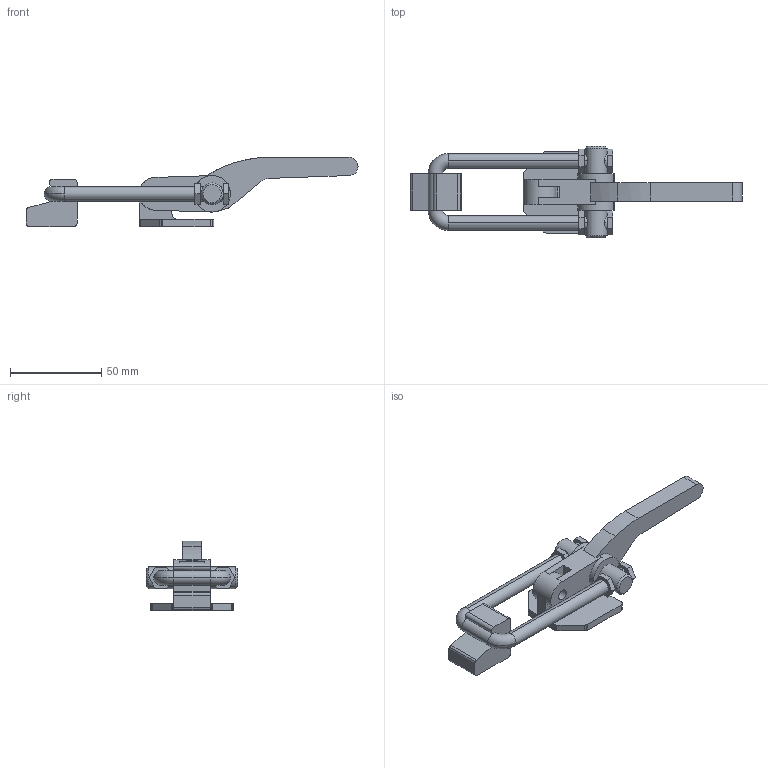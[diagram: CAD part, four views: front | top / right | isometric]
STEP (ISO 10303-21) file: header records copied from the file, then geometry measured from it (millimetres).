
FILE_DESCRIPTION(('CATIA V5 STEP Exchange'),'2;1');
FILE_NAME('VERSCHLUSSSPANNER_TS_HC_500_357899.stp','2018-08-16T12:06:30+00:00',('none'),('none'),'CATIA Version 5 Release 19 SP 9 (IN-10)','CATIA V5 STEP AP214','none');
FILE_SCHEMA(('AUTOMOTIVE_DESIGN { 1 0 10303 214 1 1 1 1 }'));
Length unit declared in the file: millimetre
Products named in the file (1): VERSCHLUSSSPANNER_TS_HC_500_357899
Bounding box: 182 x 50 x 38 mm (x, y, z)
Volume: 54587.2 mm3; surface area: 21149.2 mm2
Topology: 1 solids, 1 shells, 139 faces, 406 edges, 275 vertices
Faces by surface type: plane 70, cylinder 61, cone 4, torus 4
Entity records: 4995 total; most frequent: CARTESIAN_POINT 1426, ORIENTED_EDGE 812, DIRECTION 600, EDGE_CURVE 406, VERTEX_POINT 275, AXIS2_PLACEMENT_3D 245, VECTOR 228, LINE 228
